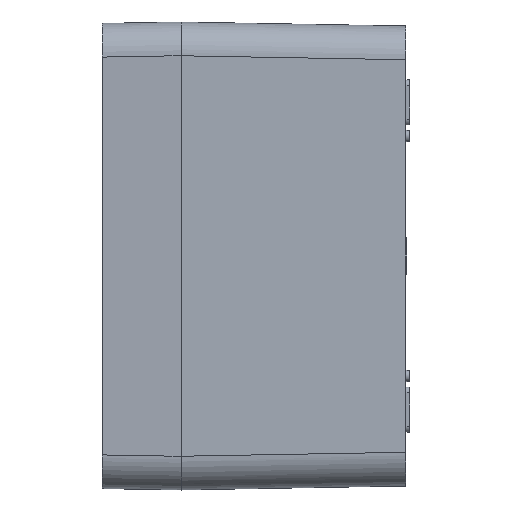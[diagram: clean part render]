
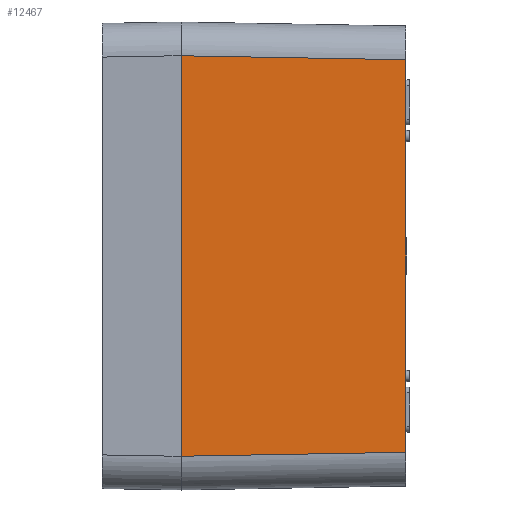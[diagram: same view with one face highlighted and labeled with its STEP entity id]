
A CAD part, left-side view. The second image highlights one B-rep face of the part: STEP entity #12467.
In plain terms, the highlighted planar face has unit normal (-1, -0.018, 0).
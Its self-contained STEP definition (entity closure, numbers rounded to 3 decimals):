
#112 = DIRECTION ( 'NONE',  ( 0., 0., -1. ) ) ;
#122 = EDGE_CURVE ( 'NONE', #11167, #15203, #23299, .T. ) ;
#727 = DIRECTION ( 'NONE',  ( 0., 0., 1. ) ) ;
#1022 = CARTESIAN_POINT ( 'NONE',  ( -60.944, -60.5, 0. ) ) ;
#2056 = CARTESIAN_POINT ( 'NONE',  ( -61.991, -0.5, 53.443 ) ) ;
#2156 = ORIENTED_EDGE ( 'NONE', *, *, #122, .F. ) ;
#3031 = CARTESIAN_POINT ( 'NONE',  ( -61.991, -0.5, -53.443 ) ) ;
#3356 = EDGE_CURVE ( 'NONE', #22934, #9673, #6592, .T. ) ;
#4277 = VECTOR ( 'NONE', #25587, 1000. ) ;
#5525 = VECTOR ( 'NONE', #13194, 1000. ) ;
#6592 = LINE ( 'NONE', #22015, #5525 ) ;
#6598 = EDGE_CURVE ( 'NONE', #11167, #22934, #25106, .T. ) ;
#7035 = CARTESIAN_POINT ( 'NONE',  ( -61.991, -0.5, -65.693 ) ) ;
#7955 = CARTESIAN_POINT ( 'NONE',  ( -62., 0., -65.693 ) ) ;
#7996 = CARTESIAN_POINT ( 'NONE',  ( -60.944, -60.5, 52.395 ) ) ;
#8154 = ORIENTED_EDGE ( 'NONE', *, *, #6598, .T. ) ;
#8178 = FACE_OUTER_BOUND ( 'NONE', #20825, .T. ) ;
#9673 = VERTEX_POINT ( 'NONE', #23498 ) ;
#11167 = VERTEX_POINT ( 'NONE', #2056 ) ;
#11743 = CARTESIAN_POINT ( 'NONE',  ( -62.049, 2.793, 53.5 ) ) ;
#12272 = EDGE_CURVE ( 'NONE', #9673, #15203, #17823, .T. ) ;
#12467 = ADVANCED_FACE ( 'NONE', ( #8178 ), #21783, .T. ) ;
#13194 = DIRECTION ( 'NONE',  ( 0.017, -1., 0.017 ) ) ;
#15203 = VERTEX_POINT ( 'NONE', #7996 ) ;
#15349 = ORIENTED_EDGE ( 'NONE', *, *, #12272, .T. ) ;
#17823 = LINE ( 'NONE', #1022, #28948 ) ;
#18980 = VECTOR ( 'NONE', #112, 1000. ) ;
#19331 = ORIENTED_EDGE ( 'NONE', *, *, #3356, .T. ) ;
#20825 = EDGE_LOOP ( 'NONE', ( #2156, #8154, #19331, #15349 ) ) ;
#21783 = PLANE ( 'NONE',  #25011 ) ;
#22015 = CARTESIAN_POINT ( 'NONE',  ( -61.991, -0.5, -53.443 ) ) ;
#22934 = VERTEX_POINT ( 'NONE', #3031 ) ;
#23299 = LINE ( 'NONE', #11743, #4277 ) ;
#23498 = CARTESIAN_POINT ( 'NONE',  ( -60.944, -60.5, -52.395 ) ) ;
#23975 = DIRECTION ( 'NONE',  ( 0.017, -1., 0. ) ) ;
#24291 = DIRECTION ( 'NONE',  ( -1., -0.017, 0. ) ) ;
#25011 = AXIS2_PLACEMENT_3D ( 'NONE', #7955, #24291, #23975 ) ;
#25106 = LINE ( 'NONE', #7035, #18980 ) ;
#25587 = DIRECTION ( 'NONE',  ( 0.017, -1., -0.017 ) ) ;
#28948 = VECTOR ( 'NONE', #727, 1000. ) ;
